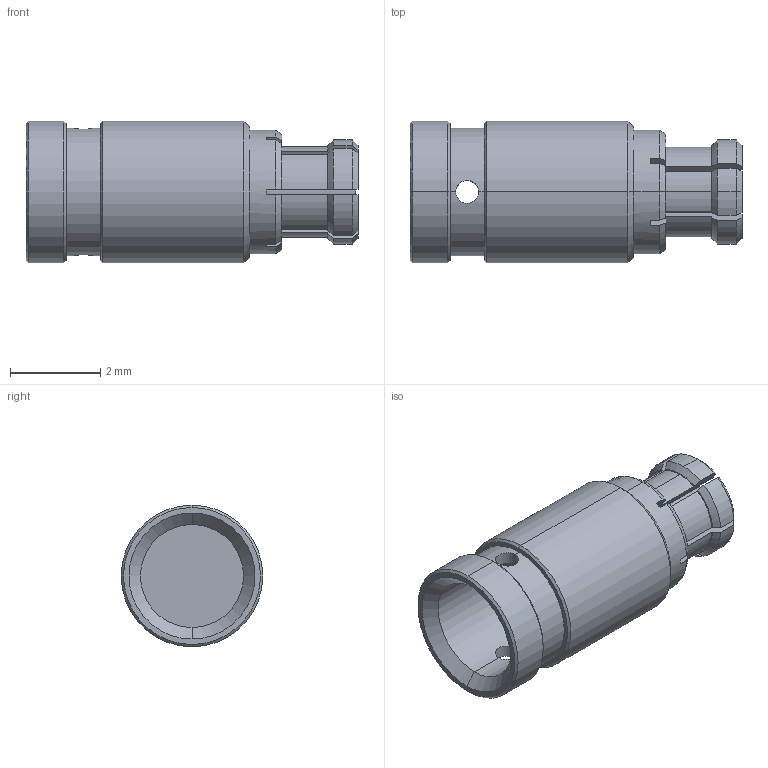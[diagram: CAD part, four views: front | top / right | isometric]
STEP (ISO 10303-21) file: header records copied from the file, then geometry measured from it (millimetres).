
FILE_DESCRIPTION (( 'STEP AP214' ), '1' );
FILE_NAME ('PE44974 ¦ SC5431_3D.step', '2024-08-14T17:27:28', ( '' ), ( '' ), 'SwSTEP 2.0', 'SolidWorks 2022', '' );
FILE_SCHEMA (( 'AUTOMOTIVE_DESIGN' ));
Length unit declared in the file: inch
Products named in the file (1): PE44974 ¦ SC5431_3D
Bounding box: 7.37 x 3.14 x 3.14 mm (x, y, z)
Volume: 33.7 mm3; surface area: 119.2 mm2
Topology: 1 solids, 1 shells, 118 faces, 320 edges, 206 vertices
Faces by surface type: plane 44, cone 38, cylinder 30, bspline 6
Entity records: 5919 total; most frequent: CARTESIAN_POINT 1512, ORIENTED_EDGE 640, DIRECTION 592, EDGE_CURVE 320, AXIS2_PLACEMENT_3D 228, VERTEX_POINT 206, VECTOR 136, LINE 136
